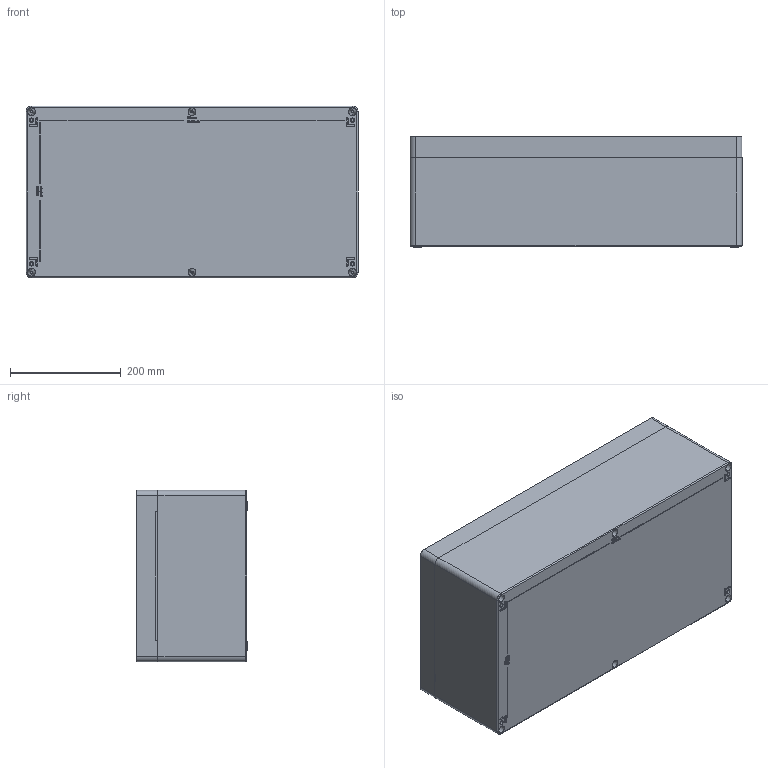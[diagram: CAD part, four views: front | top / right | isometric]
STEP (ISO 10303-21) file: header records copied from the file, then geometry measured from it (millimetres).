
FILE_DESCRIPTION (( 'STEP AP214' ), '1' );
FILE_NAME ('13230000.STEP', '2016-03-17T12:28:57', ( 'Macha' ), ( 'Hewlett-Packard Company' ), 'SwSTEP 2.0', 'SolidWorks 2015', '' );
FILE_SCHEMA (( 'AUTOMOTIVE_DESIGN' ));
Length unit declared in the file: millimetre
Products named in the file (5): 93261; 93117; 08072_Bearbeitung Zeichng. 113-2-080720-01-0; 03721_Bearbeitung nach Zeichn. 01-2-037210-01-0; 13230000
Assembly tree (9 placements, depth 2):
  13230000
    03721_Bearbeitung nach Zeichn. 01-2-037210-01-0
    08072_Bearbeitung Zeichng. 113-2-080720-01-0
    93117
    93261  x6
Bounding box: 600 x 199 x 310 mm (x, y, z)
Volume: 3906460.1 mm3; surface area: 1238236.7 mm2
Topology: 10 solids, 10 shells, 1667 faces, 4105 edges, 2583 vertices
Faces by surface type: plane 684, bspline 301, cone 258, cylinder 238, torus 186
Entity records: 64244 total; most frequent: CARTESIAN_POINT 29310, ORIENTED_EDGE 7562, DIRECTION 6276, EDGE_CURVE 3781, VERTEX_POINT 2418, AXIS2_PLACEMENT_3D 2237, VECTOR 1802, LINE 1802
